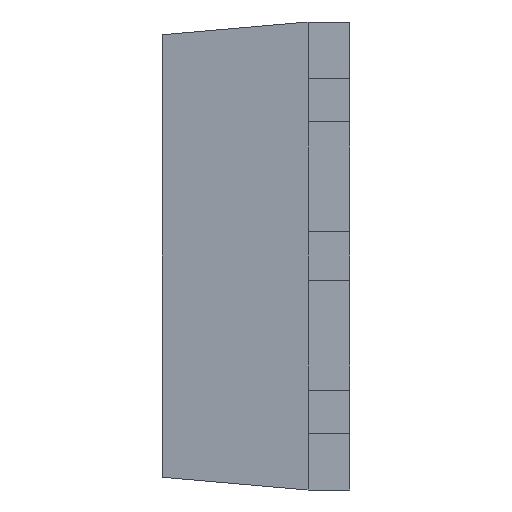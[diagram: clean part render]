
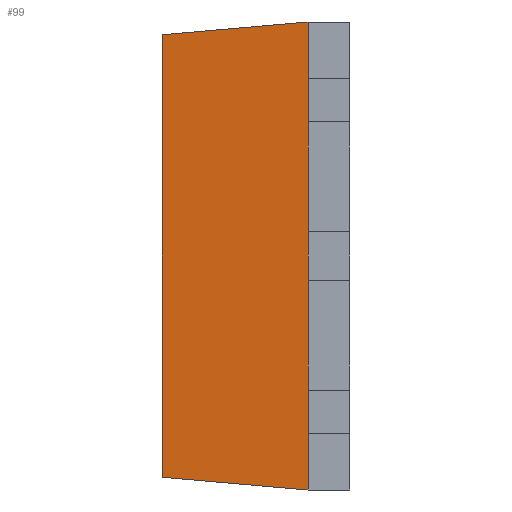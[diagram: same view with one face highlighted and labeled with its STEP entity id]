
A CAD part, left-side view. The second image highlights one B-rep face of the part: STEP entity #99.
In plain terms, the highlighted planar face has unit normal (-0.996, 0.087, 0).
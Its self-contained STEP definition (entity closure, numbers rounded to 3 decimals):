
#17 = VECTOR ( 'NONE', #1455, 1000. ) ;
#26 = VECTOR ( 'NONE', #1621, 1000. ) ;
#99 = ADVANCED_FACE ( 'NONE', ( #823 ), #798, .T. ) ;
#117 = CARTESIAN_POINT ( 'NONE',  ( -1.25, 0.4, -1.71 ) ) ;
#120 = DIRECTION ( 'NONE',  ( 0., 0., 1. ) ) ;
#126 = EDGE_CURVE ( 'NONE', #1563, #1303, #844, .T. ) ;
#166 = CARTESIAN_POINT ( 'NONE',  ( -1.25, 0.4, 2.25 ) ) ;
#207 = CARTESIAN_POINT ( 'NONE',  ( -1.25, 0.4, 1.71 ) ) ;
#220 = CARTESIAN_POINT ( 'NONE',  ( -1.25, 0.4, 2.25 ) ) ;
#267 = EDGE_CURVE ( 'NONE', #1769, #1295, #1115, .T. ) ;
#280 = DIRECTION ( 'NONE',  ( 0., 0., 1. ) ) ;
#305 = VERTEX_POINT ( 'NONE', #207 ) ;
#325 = CARTESIAN_POINT ( 'NONE',  ( -1.25, 0.4, 2.25 ) ) ;
#350 = LINE ( 'NONE', #1089, #2097 ) ;
#416 = VERTEX_POINT ( 'NONE', #595 ) ;
#422 = VECTOR ( 'NONE', #280, 1000. ) ;
#434 = VERTEX_POINT ( 'NONE', #1145 ) ;
#485 = CARTESIAN_POINT ( 'NONE',  ( -1.25, 0.4, 2.25 ) ) ;
#491 = CARTESIAN_POINT ( 'NONE',  ( -1.25, 0.4, 2.25 ) ) ;
#540 = AXIS2_PLACEMENT_3D ( 'NONE', #1533, #2282, #1356 ) ;
#542 = DIRECTION ( 'NONE',  ( 0., 0., 1. ) ) ;
#595 = CARTESIAN_POINT ( 'NONE',  ( -1.25, 0.4, -0.235 ) ) ;
#603 = ORIENTED_EDGE ( 'NONE', *, *, #676, .T. ) ;
#644 = LINE ( 'NONE', #485, #422 ) ;
#676 = EDGE_CURVE ( 'NONE', #1400, #305, #644, .T. ) ;
#677 = CARTESIAN_POINT ( 'NONE',  ( -1.128, 1.8, -2.25 ) ) ;
#722 = LINE ( 'NONE', #491, #26 ) ;
#798 = PLANE ( 'NONE',  #540 ) ;
#823 = FACE_OUTER_BOUND ( 'NONE', #1846, .T. ) ;
#836 = LINE ( 'NONE', #1189, #1469 ) ;
#844 = LINE ( 'NONE', #1391, #1465 ) ;
#936 = EDGE_CURVE ( 'NONE', #1295, #1304, #722, .T. ) ;
#979 = EDGE_CURVE ( 'NONE', #1769, #1563, #2335, .T. ) ;
#1032 = EDGE_CURVE ( 'NONE', #305, #1303, #1484, .T. ) ;
#1089 = CARTESIAN_POINT ( 'NONE',  ( -1.25, 0.4, 2.25 ) ) ;
#1115 = LINE ( 'NONE', #1276, #17 ) ;
#1141 = EDGE_CURVE ( 'NONE', #1304, #1684, #836, .T. ) ;
#1145 = CARTESIAN_POINT ( 'NONE',  ( -1.25, 0.4, 0.235 ) ) ;
#1169 = ORIENTED_EDGE ( 'NONE', *, *, #267, .T. ) ;
#1189 = CARTESIAN_POINT ( 'NONE',  ( -1.25, 0.4, 2.25 ) ) ;
#1226 = DIRECTION ( 'NONE',  ( -0.087, -0.992, 0.087 ) ) ;
#1276 = CARTESIAN_POINT ( 'NONE',  ( -1.25, 0.4, -2.25 ) ) ;
#1282 = ORIENTED_EDGE ( 'NONE', *, *, #126, .F. ) ;
#1295 = VERTEX_POINT ( 'NONE', #1802 ) ;
#1303 = VERTEX_POINT ( 'NONE', #1811 ) ;
#1304 = VERTEX_POINT ( 'NONE', #117 ) ;
#1311 = VECTOR ( 'NONE', #1852, 1000. ) ;
#1356 = DIRECTION ( 'NONE',  ( 0.087, 0.996, 0. ) ) ;
#1391 = CARTESIAN_POINT ( 'NONE',  ( -1.25, 0.4, 2.25 ) ) ;
#1392 = VECTOR ( 'NONE', #1451, 1000. ) ;
#1400 = VERTEX_POINT ( 'NONE', #2070 ) ;
#1451 = DIRECTION ( 'NONE',  ( 0., 0., 1. ) ) ;
#1455 = DIRECTION ( 'NONE',  ( -0.087, -0.992, -0.087 ) ) ;
#1465 = VECTOR ( 'NONE', #1226, 1000. ) ;
#1469 = VECTOR ( 'NONE', #1949, 1000. ) ;
#1484 = LINE ( 'NONE', #220, #1311 ) ;
#1515 = DIRECTION ( 'NONE',  ( 0., 0., 1. ) ) ;
#1533 = CARTESIAN_POINT ( 'NONE',  ( -1.25, 0.4, -2.25 ) ) ;
#1540 = VECTOR ( 'NONE', #120, 1000. ) ;
#1563 = VERTEX_POINT ( 'NONE', #1948 ) ;
#1621 = DIRECTION ( 'NONE',  ( 0., 0., 1. ) ) ;
#1631 = VECTOR ( 'NONE', #542, 1000. ) ;
#1677 = ORIENTED_EDGE ( 'NONE', *, *, #979, .F. ) ;
#1684 = VERTEX_POINT ( 'NONE', #2184 ) ;
#1689 = EDGE_CURVE ( 'NONE', #416, #434, #2001, .T. ) ;
#1738 = ORIENTED_EDGE ( 'NONE', *, *, #1141, .T. ) ;
#1769 = VERTEX_POINT ( 'NONE', #1970 ) ;
#1802 = CARTESIAN_POINT ( 'NONE',  ( -1.25, 0.4, -2.25 ) ) ;
#1811 = CARTESIAN_POINT ( 'NONE',  ( -1.25, 0.4, 2.25 ) ) ;
#1832 = LINE ( 'NONE', #166, #1392 ) ;
#1846 = EDGE_LOOP ( 'NONE', ( #1677, #1169, #2212, #1738, #2004, #2191, #2069, #603, #2342, #1282 ) ) ;
#1852 = DIRECTION ( 'NONE',  ( 0., 0., 1. ) ) ;
#1948 = CARTESIAN_POINT ( 'NONE',  ( -1.128, 1.8, 2.128 ) ) ;
#1949 = DIRECTION ( 'NONE',  ( 0., 0., 1. ) ) ;
#1970 = CARTESIAN_POINT ( 'NONE',  ( -1.128, 1.8, -2.128 ) ) ;
#1983 = EDGE_CURVE ( 'NONE', #1684, #416, #1832, .T. ) ;
#2001 = LINE ( 'NONE', #325, #1631 ) ;
#2004 = ORIENTED_EDGE ( 'NONE', *, *, #1983, .T. ) ;
#2069 = ORIENTED_EDGE ( 'NONE', *, *, #2098, .T. ) ;
#2070 = CARTESIAN_POINT ( 'NONE',  ( -1.25, 0.4, 1.29 ) ) ;
#2097 = VECTOR ( 'NONE', #1515, 1000. ) ;
#2098 = EDGE_CURVE ( 'NONE', #434, #1400, #350, .T. ) ;
#2184 = CARTESIAN_POINT ( 'NONE',  ( -1.25, 0.4, -1.29 ) ) ;
#2191 = ORIENTED_EDGE ( 'NONE', *, *, #1689, .T. ) ;
#2212 = ORIENTED_EDGE ( 'NONE', *, *, #936, .T. ) ;
#2282 = DIRECTION ( 'NONE',  ( -0.996, 0.087, 0. ) ) ;
#2335 = LINE ( 'NONE', #677, #1540 ) ;
#2342 = ORIENTED_EDGE ( 'NONE', *, *, #1032, .T. ) ;
